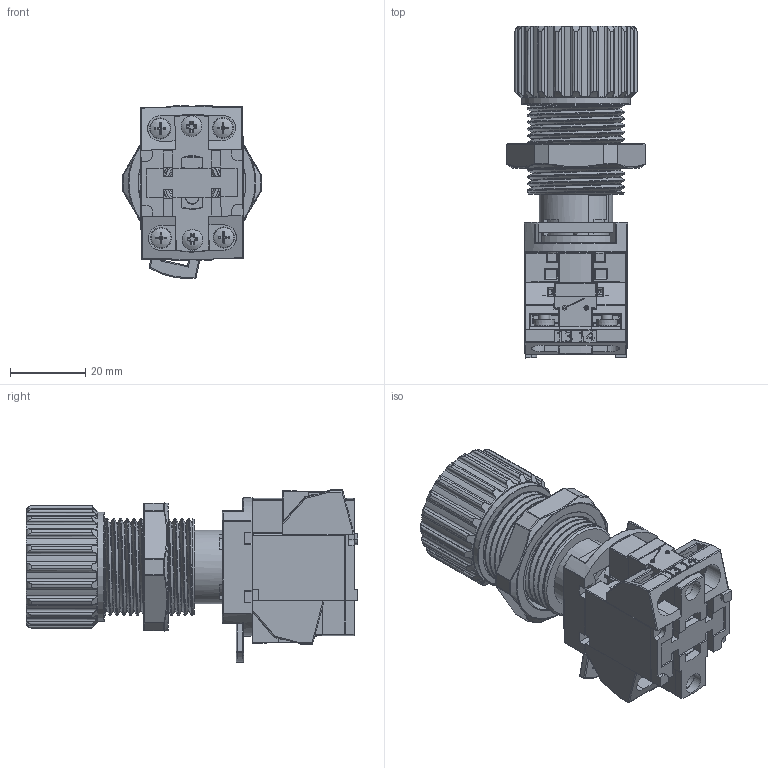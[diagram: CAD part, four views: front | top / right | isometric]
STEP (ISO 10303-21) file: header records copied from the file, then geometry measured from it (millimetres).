
FILE_DESCRIPTION(/* description */ (''),/* implementation_level */ '2;1');
FILE_NAME(/* name */ 'KIL_GZ21-RZ3.stp',/* time_stamp */ '2019-10-16T08:29:03-05:00',/* author */ ('kadelman'),/* organization */ (''),/* preprocessor_version */ 'ST-DEVELOPER v16.13',/* originating_system */ 'Autodesk Inventor 2018',/* authorisation */ '');
FILE_SCHEMA (('AUTOMOTIVE_DESIGN { 1 0 10303 214 3 1 1 }'));
Products named in the file (19): GZ21-RZ3; CORPO 34NPSM NORMAL; ANEL 34NPSM; AR29 P VIDEO; MOLDURA 1 NOVA; DISCO 4T PR_RED; ACOPLA L SG rev; E-111 UL; E111G; part1 bloco de contato_NC; part1 bloco de contato_NO; Part3 acionamento bloco de contato; GAIOLA; GAIOLA PART 2; GAIOLA SG; PARTE BLOCO E111SG SEM GRAVACAO; ISO 7049 - F-H ST 2,9 x 6,5 - F - H; Part3 acionamento bloco de contato_NO; DIN 7985 (H) M3x10-H
Assembly tree (22 placements, depth 5):
  GZ21-RZ3
    CORPO 34NPSM NORMAL
    ANEL 34NPSM
    AR29 P VIDEO
    MOLDURA 1 NOVA
    DISCO 4T PR_RED
    ACOPLA L SG rev
    E-111 UL
      E111G
        part1 bloco de contato_NC
        part1 bloco de contato_NO
        Part3 acionamento bloco de contato
        GAIOLA
          GAIOLA PART 2
      GAIOLA SG
      PARTE BLOCO E111SG SEM GRAVACAO
      ISO 7049 - F-H ST 2,9 x 6,5 - F - H  x4
      Part3 acionamento bloco de contato_NO
      DIN 7985 (H) M3x10-H  x2
Bounding box: 36.76 x 88.2 x 45.97 mm (x, y, z)
Volume: 43423.4 mm3; surface area: 45977.7 mm2
Topology: 26 solids, 26 shells, 2904 faces, 7898 edges, 5121 vertices
Faces by surface type: plane 1433, cylinder 609, bspline 594, torus 115, cone 95, sphere 58
Full cylindrical faces by diameter (mm): 0.5 x9, 1.4 x2, 2.75 x2, 2.9 x4, 3 x2, 3.1 x2, 3.673 x1, 4.286 x1, 5.4 x2, 5.5 x4, 12 x1, 14.517 x2, 15 x1, 16 x2, 17.483 x2, 19.5 x1, 20 x1, 21 x1, 22 x1, 22.517 x2, 23 x1, 23.31 x2, 24.483 x2, 28.69 x2, 29 x1
Entity records: 132964 total; most frequent: CARTESIAN_POINT 64179, ORIENTED_EDGE 14968, DIRECTION 11937, EDGE_CURVE 7484, VERTEX_POINT 4898, LINE 4463, VECTOR 4463, AXIS2_PLACEMENT_3D 3737
